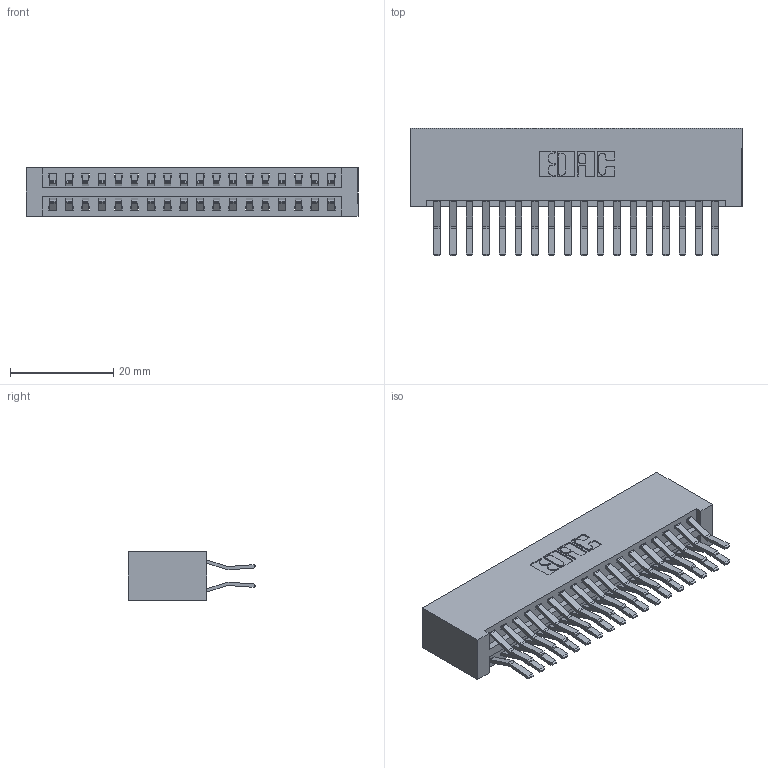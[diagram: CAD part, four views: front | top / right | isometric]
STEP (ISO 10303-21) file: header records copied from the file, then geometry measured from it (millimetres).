
FILE_DESCRIPTION (( 'STEP AP203' ), '1' );
FILE_NAME ('396-036-560-201.STEP', '2019-10-30T07:47:25', ( '' ), ( '' ), 'SwSTEP 2.0', 'SolidWorks 2016', '' );
FILE_SCHEMA (( 'CONFIG_CONTROL_DESIGN' ));
Length unit declared in the file: inch
Products named in the file (3): 346 Part_No Mounting Lugs; 345-292-001_560 Tail; 396-036-560-201
Assembly tree (37 placements, depth 2):
  396-036-560-201
    346 Part_No Mounting Lugs
    345-292-001_560 Tail  x36
Bounding box: 64.39 x 24.78 x 9.4 mm (x, y, z)
Volume: 6901.6 mm3; surface area: 9902.2 mm2
Topology: 37 solids, 37 shells, 2058 faces, 6101 edges, 4018 vertices
Faces by surface type: plane 1332, cylinder 726
Entity records: 14789 total; most frequent: CARTESIAN_POINT 2468, ORIENTED_EDGE 2402, DIRECTION 2225, EDGE_CURVE 1201, LINE 1001, VECTOR 1001, VERTEX_POINT 798, AXIS2_PLACEMENT_3D 612
